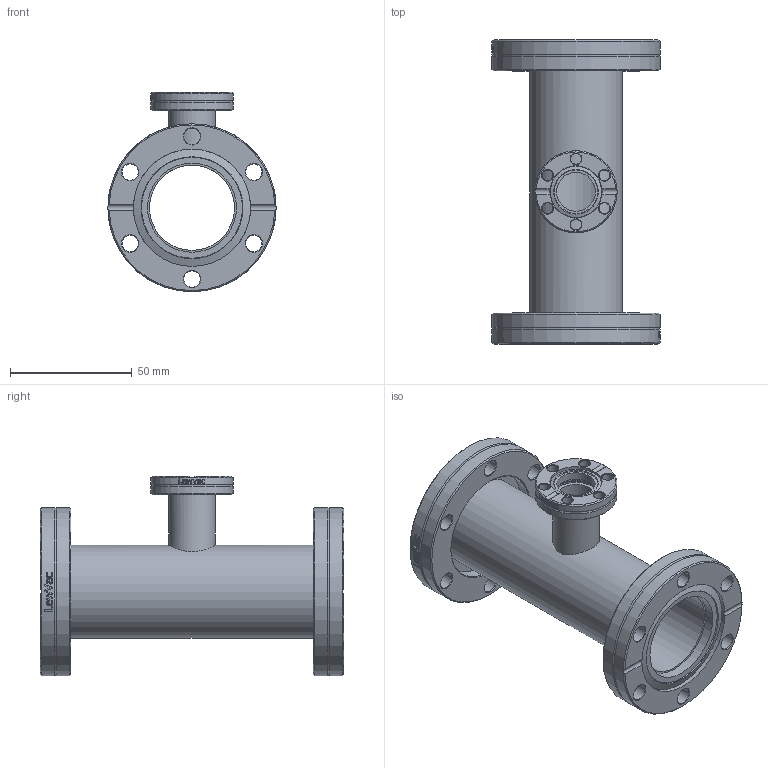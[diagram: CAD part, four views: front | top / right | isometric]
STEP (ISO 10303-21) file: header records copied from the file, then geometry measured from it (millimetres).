
FILE_DESCRIPTION(/* description */ (''),/* implementation_level */ '2;1');
FILE_NAME(/* name */ 'FL-RT40-16CF.stp',/* time_stamp */ '2018-02-23T11:59:02+00:00',/* author */ ('paul'),/* organization */ (''),/* preprocessor_version */ 'ST-DEVELOPER v16.13',/* originating_system */ 'Autodesk Inventor 2018',/* authorisation */ '');
FILE_SCHEMA (('AUTOMOTIVE_DESIGN { 1 0 10303 214 3 1 1 }'));
Length unit declared in the file: millimetre
Products named in the file (10): FL-RT40-16CF; FL-40CF-38; FL-40CFR-38; FL-40CF-OUT; FL-40CF-INB38.1; main tube; FL-16CFR-19; FL-16CF-OUT; FL-16CFR-19INNER; side tube
Assembly tree (9 placements, depth 3):
  FL-RT40-16CF
    FL-40CF-38
    FL-40CFR-38
      FL-40CF-OUT
      FL-40CF-INB38.1
    main tube
    FL-16CFR-19
      FL-16CF-OUT
      FL-16CFR-19INNER
    side tube
Bounding box: 69.1 x 125 x 82.05 mm (x, y, z)
Volume: 83087.9 mm3; surface area: 56945.7 mm2
Topology: 7 solids, 7 shells, 402 faces, 1054 edges, 693 vertices
Faces by surface type: plane 148, bspline 123, cylinder 73, cone 55, torus 3
Full cylindrical faces by diameter (mm): 4.4 x6, 6.7 x12, 16 x2, 19.1 x3, 19.2 x1, 21.1 x1, 21.4 x1, 33.8 x2, 35 x1, 36.6 x2, 38.1 x1, 38.2 x2, 45.5 x1, 48.1 x1, 48.26 x1, 48.3 x1, 69.1 x4
Entity records: 16484 total; most frequent: CARTESIAN_POINT 7275, ORIENTED_EDGE 1868, DIRECTION 1571, EDGE_CURVE 934, VERTEX_POINT 667, AXIS2_PLACEMENT_3D 619, EDGE_LOOP 575, FACE_OUTER_BOUND 402
